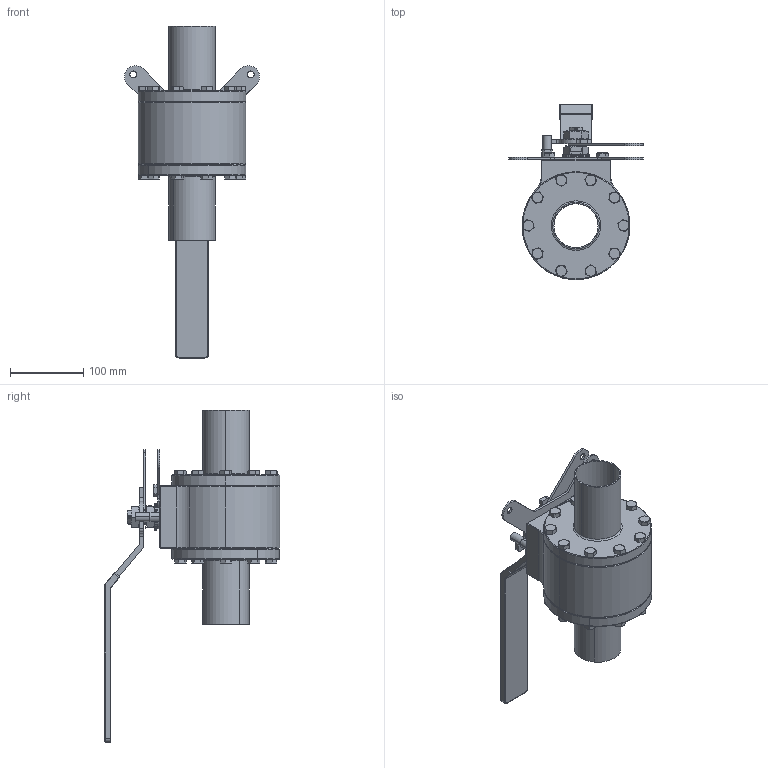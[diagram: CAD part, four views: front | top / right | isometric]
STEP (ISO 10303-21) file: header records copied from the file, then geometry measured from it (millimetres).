
FILE_DESCRIPTION (( 'STEP AP214' ), '1' );
FILE_NAME ('HP-DA-0250.STEP', '2018-12-07T19:51:17', ( '' ), ( '' ), 'SwSTEP 2.0', 'SolidWorks 2018', '' );
FILE_SCHEMA (( 'AUTOMOTIVE_DESIGN' ));
Length unit declared in the file: inch
Products named in the file (1): HP-DA-0250
Bounding box: 183.67 x 239.05 x 452.55 mm (x, y, z)
Surface area: 269813.9 mm2 (no closed solid volume)
Topology: 0 solids, 39 shells, 542 faces, 2386 edges, 1859 vertices
Faces by surface type: plane 241, cone 180, cylinder 91, torus 14, bspline 12, sphere 4
Entity records: 53719 total; most frequent: CARTESIAN_POINT 29597, ORIENTED_EDGE 3443, DIRECTION 2954, EDGE_CURVE 2382, VERTEX_POINT 1858, AXIS2_PLACEMENT_3D 1070, VECTOR 814, LINE 814
